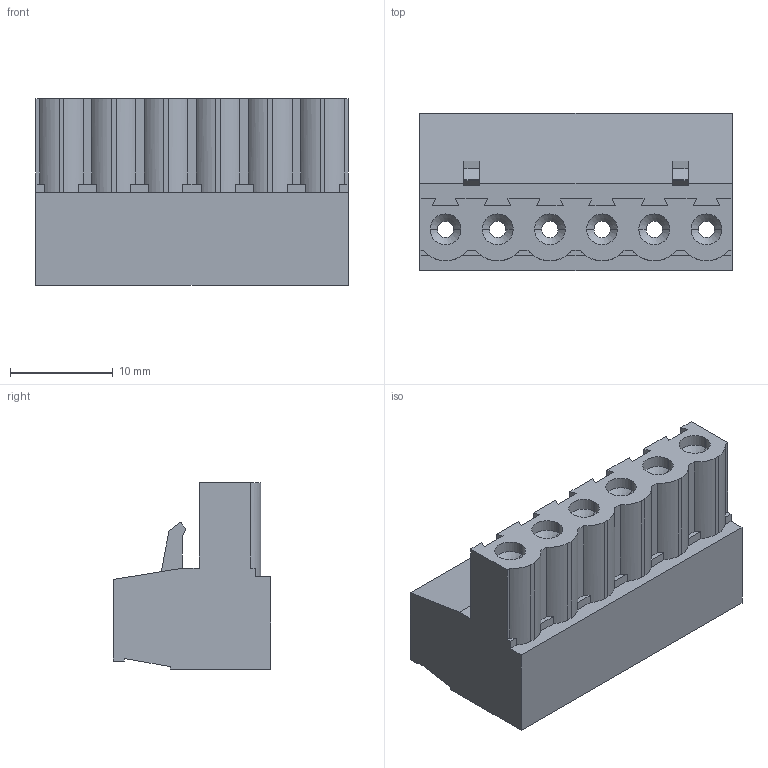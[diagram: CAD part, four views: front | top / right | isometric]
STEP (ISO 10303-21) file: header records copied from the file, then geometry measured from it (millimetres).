
FILE_DESCRIPTION (( 'STEP AP203' ), '1' );
FILE_NAME ('SOKETLI BASKILI DEVRE KLEMENSI - 5,08 MM DISI - 6LI.STEP', '2018-09-13T13:16:13', ( 'user' ), ( '' ), 'SwSTEP 2.0', 'SolidWorks 2016', '' );
FILE_SCHEMA (( 'CONFIG_CONTROL_DESIGN' ));
Length unit declared in the file: millimetre
Products named in the file (1): SOKETLI BASKILI DEVRE KLEMENSI  - 5,08 MM DISI - 6LI
Bounding box: 30.37 x 15.33 x 18.15 mm (x, y, z)
Volume: 4912.3 mm3; surface area: 3605.3 mm2
Topology: 1 solids, 1 shells, 233 faces, 609 edges, 398 vertices
Faces by surface type: plane 169, cylinder 52, cone 12
Entity records: 7212 total; most frequent: CARTESIAN_POINT 1241, ORIENTED_EDGE 1218, DIRECTION 1217, EDGE_CURVE 609, VECTOR 469, LINE 469, VERTEX_POINT 398, AXIS2_PLACEMENT_3D 374
